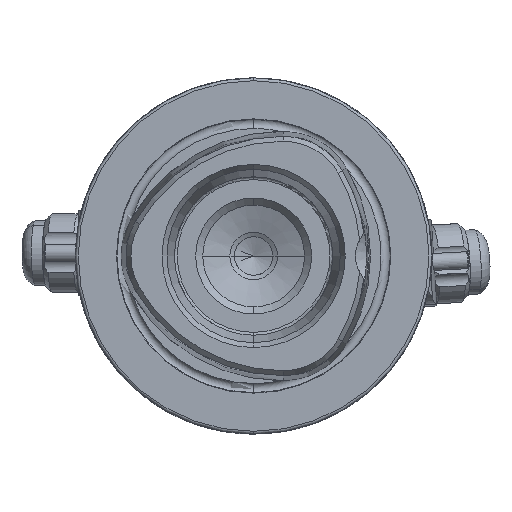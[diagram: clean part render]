
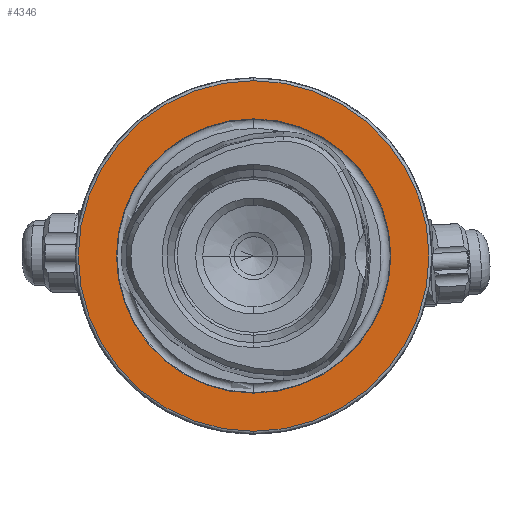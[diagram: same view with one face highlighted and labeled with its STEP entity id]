
A CAD part, left-side view. The second image highlights one B-rep face of the part: STEP entity #4346.
In plain terms, the highlighted planar face has unit normal (-1, 0, 0).
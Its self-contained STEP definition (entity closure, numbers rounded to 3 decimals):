
#877 = DIRECTION ( 'NONE',  ( 0., 0., 1. ) ) ;
#878 = DIRECTION ( 'NONE',  ( -1., 0., 0. ) ) ;
#879 = CARTESIAN_POINT ( 'NONE',  ( 0., 0., 0. ) ) ;
#880 = DIRECTION ( 'NONE',  ( 0., 0., 1. ) ) ;
#881 = DIRECTION ( 'NONE',  ( -1., 0., 0. ) ) ;
#882 = CARTESIAN_POINT ( 'NONE',  ( 0., 0., 0. ) ) ;
#1088 = EDGE_CURVE ( 'NONE', #6877, #6876, #7131, .T. ) ;
#1089 = EDGE_CURVE ( 'NONE', #6880, #6879, #7130, .T. ) ;
#1286 = EDGE_CURVE ( 'NONE', #6879, #6880, #8567, .T. ) ;
#1290 = EDGE_CURVE ( 'NONE', #6876, #6877, #8571, .T. ) ;
#2509 = AXIS2_PLACEMENT_3D ( 'NONE', #882, #881, #880 ) ;
#2510 = AXIS2_PLACEMENT_3D ( 'NONE', #879, #878, #877 ) ;
#2576 = AXIS2_PLACEMENT_3D ( 'NONE', #18755, #18754, #18753 ) ;
#2579 = AXIS2_PLACEMENT_3D ( 'NONE', #16306, #16321, #16336 ) ;
#3017 = ORIENTED_EDGE ( 'NONE', *, *, #1088, .F. ) ;
#3018 = ORIENTED_EDGE ( 'NONE', *, *, #1290, .F. ) ;
#3019 = ORIENTED_EDGE ( 'NONE', *, *, #1286, .T. ) ;
#3020 = ORIENTED_EDGE ( 'NONE', *, *, #1089, .T. ) ;
#4346 = ADVANCED_FACE ( 'NONE', ( #17051, #17047 ), #17241, .F. ) ;
#6876 = VERTEX_POINT ( 'NONE', #18108 ) ;
#6877 = VERTEX_POINT ( 'NONE', #18109 ) ;
#6879 = VERTEX_POINT ( 'NONE', #18111 ) ;
#6880 = VERTEX_POINT ( 'NONE', #18112 ) ;
#7130 = CIRCLE ( 'NONE', #2510, 31. ) ;
#7131 = CIRCLE ( 'NONE', #2509, 24.25 ) ;
#8567 = CIRCLE ( 'NONE', #2576, 31. ) ;
#8571 = CIRCLE ( 'NONE', #2579, 24.25 ) ;
#10870 = AXIS2_PLACEMENT_3D ( 'NONE', #17238, #17243, #17244 ) ;
#16306 = CARTESIAN_POINT ( 'NONE',  ( 0., 0., 0. ) ) ;
#16321 = DIRECTION ( 'NONE',  ( -1., 0., 0. ) ) ;
#16336 = DIRECTION ( 'NONE',  ( 0., 0., 1. ) ) ;
#17047 = FACE_OUTER_BOUND ( 'NONE', #18560, .T. ) ;
#17051 = FACE_BOUND ( 'NONE', #18525, .T. ) ;
#17238 = CARTESIAN_POINT ( 'NONE',  ( 0., 24.25, 0. ) ) ;
#17241 = PLANE ( 'NONE',  #10870 ) ;
#17243 = DIRECTION ( 'NONE',  ( 1., 0., 0. ) ) ;
#17244 = DIRECTION ( 'NONE',  ( 0., 0., -1. ) ) ;
#18108 = CARTESIAN_POINT ( 'NONE',  ( 0., 0., -24.25 ) ) ;
#18109 = CARTESIAN_POINT ( 'NONE',  ( 0., 0., 24.25 ) ) ;
#18111 = CARTESIAN_POINT ( 'NONE',  ( 0., 0., 31. ) ) ;
#18112 = CARTESIAN_POINT ( 'NONE',  ( 0., 0., -31. ) ) ;
#18525 = EDGE_LOOP ( 'NONE', ( #3017, #3018 ) ) ;
#18560 = EDGE_LOOP ( 'NONE', ( #3019, #3020 ) ) ;
#18753 = DIRECTION ( 'NONE',  ( 0., 0., 1. ) ) ;
#18754 = DIRECTION ( 'NONE',  ( -1., 0., 0. ) ) ;
#18755 = CARTESIAN_POINT ( 'NONE',  ( 0., 0., 0. ) ) ;
